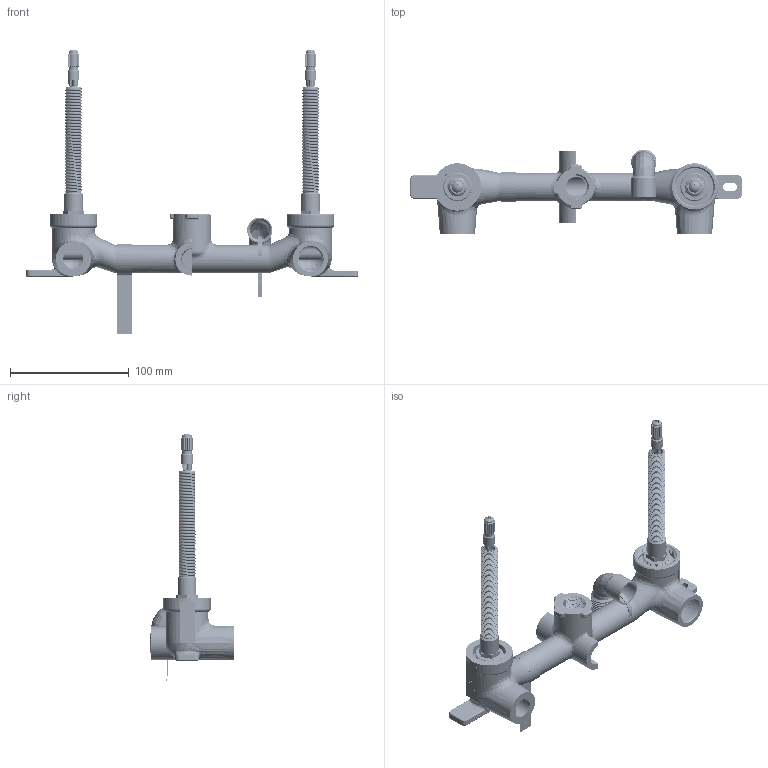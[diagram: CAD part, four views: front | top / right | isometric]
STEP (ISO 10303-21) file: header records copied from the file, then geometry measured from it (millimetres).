
FILE_DESCRIPTION((''),'2;1');
FILE_NAME('1-500_ASM','2016-09-07T',('rsmith'),(''),'PRO/ENGINEER BY PARAMETRIC TECHNOLOGY CORPORATION, 2013150','PRO/ENGINEER BY PARAMETRIC TECHNOLOGY CORPORATION, 2013150','');
FILE_SCHEMA(('CONFIG_CONTROL_DESIGN'));
Products named in the file (13): 11989; 1-147; 10489; 12062; 92850; 1-510_ASM; 1-148; 1-511_ASM; 98042; 92289; 91476; 98029; 1-500_ASM
Assembly tree (16 placements, depth 3):
  1-500_ASM
    11989
    1-510_ASM
      1-147
      10489
      12062
      92850
    1-511_ASM
      1-148
      10489
      12062
      92850
    98042
    92289
    91476
    98029  x2
Bounding box: 280 x 71.62 x 240.02 mm (x, y, z)
Volume: 174493.7 mm3; surface area: 201028.3 mm2
Topology: 14 solids, 24 shells, 9476 faces, 26450 edges, 17351 vertices
Faces by surface type: plane 6377, cylinder 1949, bspline 787, cone 210, torus 133, extrusion 10, sphere 10
Entity records: 339975 total; most frequent: CARTESIAN_POINT 160323, ORIENTED_EDGE 40918, DIRECTION 31499, EDGE_CURVE 20488, VECTOR 13775, LINE 13765, VERTEX_POINT 13389, AXIS2_PLACEMENT_3D 8862
